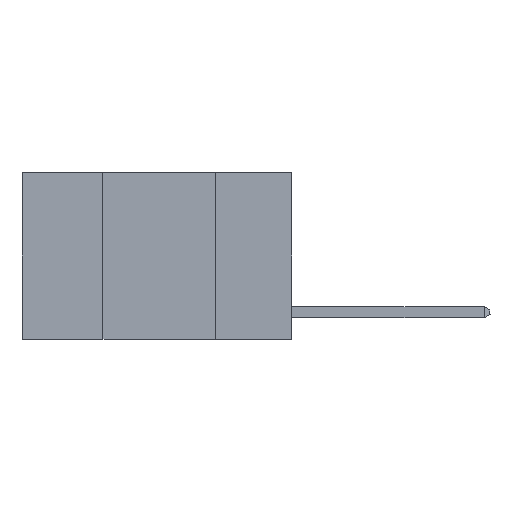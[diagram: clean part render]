
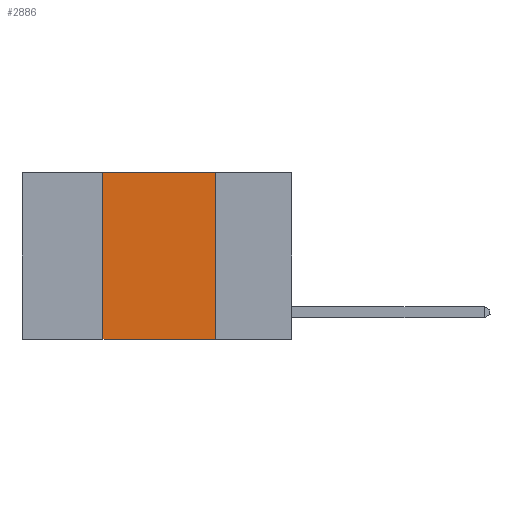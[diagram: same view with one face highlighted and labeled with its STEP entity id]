
A CAD part, left-side view. The second image highlights one B-rep face of the part: STEP entity #2886.
In plain terms, the highlighted planar face has unit normal (-1, 0, 0).
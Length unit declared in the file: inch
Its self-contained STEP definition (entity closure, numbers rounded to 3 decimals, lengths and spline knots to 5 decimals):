
#503 = VERTEX_POINT ( 'NONE', #1779 ) ;
#651 = DIRECTION ( 'NONE',  ( 0., -1., 0. ) ) ;
#824 = EDGE_CURVE ( 'NONE', #1392, #503, #4997, .T. ) ;
#1358 = CARTESIAN_POINT ( 'NONE',  ( 0., 0.6, 0. ) ) ;
#1392 = VERTEX_POINT ( 'NONE', #6937 ) ;
#1580 = DIRECTION ( 'NONE',  ( 0., 0., -1. ) ) ;
#1779 = CARTESIAN_POINT ( 'NONE',  ( 0., 0.17, 0. ) ) ;
#1859 = CARTESIAN_POINT ( 'NONE',  ( 0., 0.42, 0. ) ) ;
#2036 = ORIENTED_EDGE ( 'NONE', *, *, #3071, .F. ) ;
#2258 = CARTESIAN_POINT ( 'NONE',  ( 0., 0.6, 0. ) ) ;
#2465 = LINE ( 'NONE', #6120, #5492 ) ;
#2817 = ORIENTED_EDGE ( 'NONE', *, *, #824, .F. ) ;
#2886 = ADVANCED_FACE ( 'NONE', ( #5831 ), #9459, .F. ) ;
#3071 = EDGE_CURVE ( 'NONE', #10075, #1392, #9960, .T. ) ;
#3659 = CARTESIAN_POINT ( 'NONE',  ( 0., 0.42, -0.37 ) ) ;
#4094 = DIRECTION ( 'NONE',  ( 1., 0., 0. ) ) ;
#4240 = EDGE_CURVE ( 'NONE', #10075, #4604, #2465, .T. ) ;
#4419 = CARTESIAN_POINT ( 'NONE',  ( 0., 0.17, -0.37 ) ) ;
#4604 = VERTEX_POINT ( 'NONE', #4419 ) ;
#4997 = LINE ( 'NONE', #2258, #7746 ) ;
#5411 = EDGE_CURVE ( 'NONE', #503, #4604, #8116, .T. ) ;
#5449 = VECTOR ( 'NONE', #1580, 39.37008 ) ;
#5492 = VECTOR ( 'NONE', #651, 39.37008 ) ;
#5731 = DIRECTION ( 'NONE',  ( 0., 0., 1. ) ) ;
#5831 = FACE_OUTER_BOUND ( 'NONE', #7921, .T. ) ;
#6120 = CARTESIAN_POINT ( 'NONE',  ( 0., 0.6, -0.37 ) ) ;
#6628 = DIRECTION ( 'NONE',  ( 0., 0., -1. ) ) ;
#6937 = CARTESIAN_POINT ( 'NONE',  ( 0., 0.42, 0. ) ) ;
#7746 = VECTOR ( 'NONE', #10297, 39.37008 ) ;
#7921 = EDGE_LOOP ( 'NONE', ( #10077, #2817, #2036, #8062 ) ) ;
#8062 = ORIENTED_EDGE ( 'NONE', *, *, #4240, .T. ) ;
#8116 = LINE ( 'NONE', #11422, #5449 ) ;
#9459 = PLANE ( 'NONE',  #11121 ) ;
#9960 = LINE ( 'NONE', #1859, #11133 ) ;
#10075 = VERTEX_POINT ( 'NONE', #3659 ) ;
#10077 = ORIENTED_EDGE ( 'NONE', *, *, #5411, .F. ) ;
#10297 = DIRECTION ( 'NONE',  ( 0., -1., 0. ) ) ;
#11121 = AXIS2_PLACEMENT_3D ( 'NONE', #1358, #4094, #6628 ) ;
#11133 = VECTOR ( 'NONE', #5731, 39.37008 ) ;
#11422 = CARTESIAN_POINT ( 'NONE',  ( 0., 0.17, 0. ) ) ;
